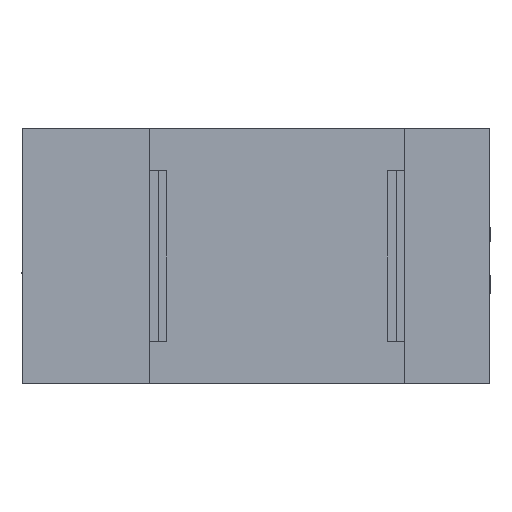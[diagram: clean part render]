
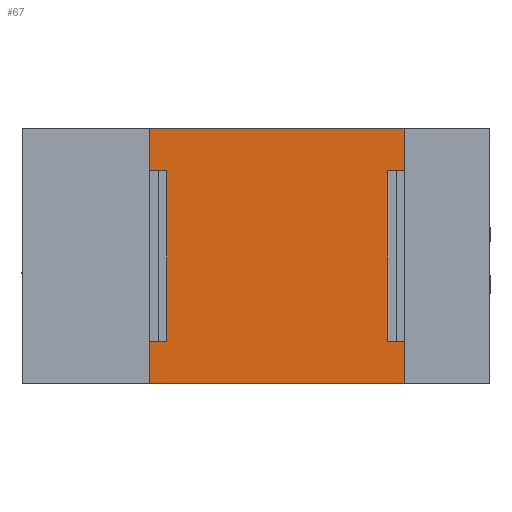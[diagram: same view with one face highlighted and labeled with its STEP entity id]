
A CAD part, left-side view. The second image highlights one B-rep face of the part: STEP entity #67.
In plain terms, the highlighted planar face has unit normal (-1, 0, 0).
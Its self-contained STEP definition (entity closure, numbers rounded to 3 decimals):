
#67=ADVANCED_FACE('',(#184),#1858,.T.);
#184=FACE_OUTER_BOUND('',#304,.T.);
#304=EDGE_LOOP('',(#513,#514,#515,#516,#517,#518,#519,#520,#521,#522,#523,
#524));
#513=ORIENTED_EDGE('',*,*,#1085,.T.);
#514=ORIENTED_EDGE('',*,*,#1030,.T.);
#515=ORIENTED_EDGE('',*,*,#1034,.T.);
#516=ORIENTED_EDGE('',*,*,#1069,.T.);
#517=ORIENTED_EDGE('',*,*,#1071,.T.);
#518=ORIENTED_EDGE('',*,*,#1070,.F.);
#519=ORIENTED_EDGE('',*,*,#1073,.T.);
#520=ORIENTED_EDGE('',*,*,#1037,.T.);
#521=ORIENTED_EDGE('',*,*,#1039,.T.);
#522=ORIENTED_EDGE('',*,*,#1078,.T.);
#523=ORIENTED_EDGE('',*,*,#1080,.T.);
#524=ORIENTED_EDGE('',*,*,#1079,.F.);
#1030=EDGE_CURVE('',#1640,#1639,#1332,.T.);
#1034=EDGE_CURVE('',#1639,#1660,#1336,.T.);
#1037=EDGE_CURVE('',#1642,#1644,#1339,.T.);
#1039=EDGE_CURVE('',#1644,#1669,#1341,.T.);
#1069=EDGE_CURVE('',#1660,#1665,#1367,.T.);
#1070=EDGE_CURVE('',#1661,#1666,#1368,.T.);
#1071=EDGE_CURVE('',#1665,#1666,#1369,.T.);
#1073=EDGE_CURVE('',#1661,#1642,#1371,.T.);
#1078=EDGE_CURVE('',#1669,#1671,#1376,.T.);
#1079=EDGE_CURVE('',#1670,#1672,#1377,.T.);
#1080=EDGE_CURVE('',#1671,#1672,#1378,.T.);
#1085=EDGE_CURVE('',#1670,#1640,#1383,.T.);
#1332=B_SPLINE_CURVE_WITH_KNOTS('',1,(#2463,#2464),.UNSPECIFIED.,.F.,.F.,
(2,2),(0.,1.),.UNSPECIFIED.);
#1336=B_SPLINE_CURVE_WITH_KNOTS('',1,(#2471,#2472),.UNSPECIFIED.,.F.,.F.,
(2,2),(1.,1.167),.UNSPECIFIED.);
#1339=B_SPLINE_CURVE_WITH_KNOTS('',1,(#2477,#2478),.UNSPECIFIED.,.F.,.F.,
(2,2),(2.,3.),.UNSPECIFIED.);
#1341=B_SPLINE_CURVE_WITH_KNOTS('',1,(#2481,#2482),.UNSPECIFIED.,.F.,.F.,
(2,2),(3.,3.167),.UNSPECIFIED.);
#1367=B_SPLINE_CURVE_WITH_KNOTS('',1,(#2633,#2634),.UNSPECIFIED.,.F.,.F.,
(2,2),(0.,2.),.UNSPECIFIED.);
#1368=B_SPLINE_CURVE_WITH_KNOTS('',1,(#2635,#2636),.UNSPECIFIED.,.F.,.F.,
(2,2),(0.,2.),.UNSPECIFIED.);
#1369=B_SPLINE_CURVE_WITH_KNOTS('',1,(#2637,#2638),.UNSPECIFIED.,.F.,.F.,
(2,2),(1.,2.),.UNSPECIFIED.);
#1371=B_SPLINE_CURVE_WITH_KNOTS('',1,(#2641,#2642),.UNSPECIFIED.,.F.,.F.,
(2,2),(1.833,2.),.UNSPECIFIED.);
#1376=B_SPLINE_CURVE_WITH_KNOTS('',1,(#2651,#2652),.UNSPECIFIED.,.F.,.F.,
(2,2),(0.,2.),.UNSPECIFIED.);
#1377=B_SPLINE_CURVE_WITH_KNOTS('',1,(#2653,#2654),.UNSPECIFIED.,.F.,.F.,
(2,2),(0.,2.),.UNSPECIFIED.);
#1378=B_SPLINE_CURVE_WITH_KNOTS('',1,(#2655,#2656),.UNSPECIFIED.,.F.,.F.,
(2,2),(2.,3.),.UNSPECIFIED.);
#1383=B_SPLINE_CURVE_WITH_KNOTS('',1,(#2665,#2666),.UNSPECIFIED.,.F.,.F.,
(2,2),(3.833,4.),.UNSPECIFIED.);
#1639=VERTEX_POINT('',#2398);
#1640=VERTEX_POINT('',#2399);
#1642=VERTEX_POINT('',#2401);
#1644=VERTEX_POINT('',#2403);
#1660=VERTEX_POINT('',#2419);
#1661=VERTEX_POINT('',#2420);
#1665=VERTEX_POINT('',#2424);
#1666=VERTEX_POINT('',#2425);
#1669=VERTEX_POINT('',#2428);
#1670=VERTEX_POINT('',#2429);
#1671=VERTEX_POINT('',#2430);
#1672=VERTEX_POINT('',#2431);
#1858=PLANE('',#1990);
#1990=AXIS2_PLACEMENT_3D('',#2354,#2063,$);
#2063=DIRECTION('',(-1.,0.,0.));
#2354=CARTESIAN_POINT('',(-1.273,170.,124.639));
#2398=CARTESIAN_POINT('',(-1.273,200.,154.639));
#2399=CARTESIAN_POINT('',(-1.273,170.,154.639));
#2401=CARTESIAN_POINT('',(-1.273,200.,124.639));
#2403=CARTESIAN_POINT('',(-1.273,170.,124.639));
#2419=CARTESIAN_POINT('',(-1.273,200.,149.639));
#2420=CARTESIAN_POINT('',(-1.273,200.,129.639));
#2424=CARTESIAN_POINT('',(-1.273,198.,149.639));
#2425=CARTESIAN_POINT('',(-1.273,198.,129.639));
#2428=CARTESIAN_POINT('',(-1.273,170.,129.639));
#2429=CARTESIAN_POINT('',(-1.273,170.,149.639));
#2430=CARTESIAN_POINT('',(-1.273,172.,129.639));
#2431=CARTESIAN_POINT('',(-1.273,172.,149.639));
#2463=CARTESIAN_POINT('',(-1.273,170.,154.639));
#2464=CARTESIAN_POINT('',(-1.273,200.,154.639));
#2471=CARTESIAN_POINT('',(-1.273,200.,154.639));
#2472=CARTESIAN_POINT('',(-1.273,200.,149.639));
#2477=CARTESIAN_POINT('',(-1.273,200.,124.639));
#2478=CARTESIAN_POINT('',(-1.273,170.,124.639));
#2481=CARTESIAN_POINT('',(-1.273,170.,124.639));
#2482=CARTESIAN_POINT('',(-1.273,170.,129.639));
#2633=CARTESIAN_POINT('',(-1.273,200.,149.639));
#2634=CARTESIAN_POINT('',(-1.273,198.,149.639));
#2635=CARTESIAN_POINT('',(-1.273,200.,129.639));
#2636=CARTESIAN_POINT('',(-1.273,198.,129.639));
#2637=CARTESIAN_POINT('',(-1.273,198.,149.639));
#2638=CARTESIAN_POINT('',(-1.273,198.,129.639));
#2641=CARTESIAN_POINT('',(-1.273,200.,129.639));
#2642=CARTESIAN_POINT('',(-1.273,200.,124.639));
#2651=CARTESIAN_POINT('',(-1.273,170.,129.639));
#2652=CARTESIAN_POINT('',(-1.273,172.,129.639));
#2653=CARTESIAN_POINT('',(-1.273,170.,149.639));
#2654=CARTESIAN_POINT('',(-1.273,172.,149.639));
#2655=CARTESIAN_POINT('',(-1.273,172.,129.639));
#2656=CARTESIAN_POINT('',(-1.273,172.,149.639));
#2665=CARTESIAN_POINT('',(-1.273,170.,149.639));
#2666=CARTESIAN_POINT('',(-1.273,170.,154.639));
